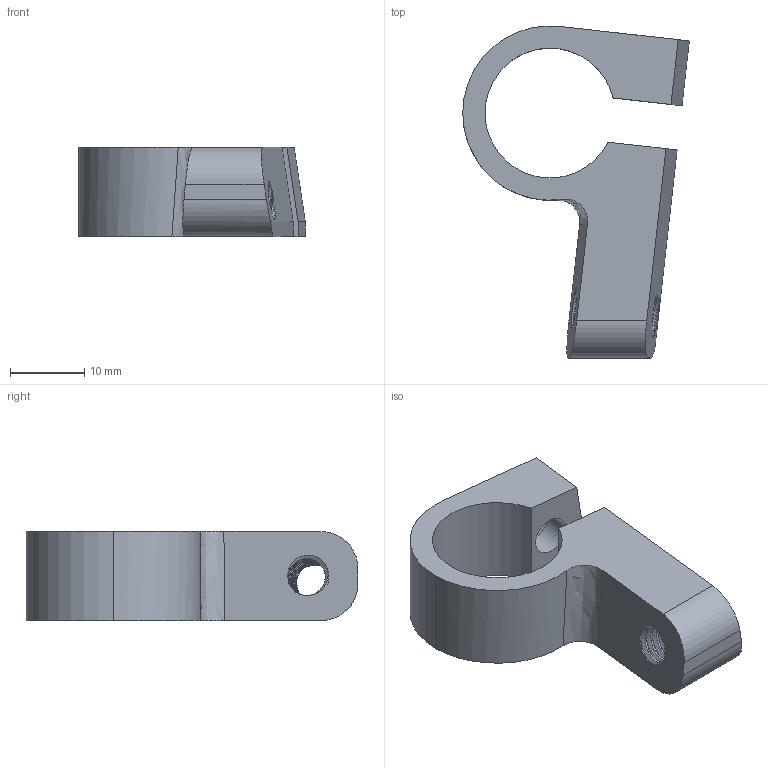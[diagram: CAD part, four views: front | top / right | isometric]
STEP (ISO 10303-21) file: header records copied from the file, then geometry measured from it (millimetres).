
FILE_DESCRIPTION (( 'STEP AP214' ), '1' );
FILE_NAME ('supporst deutsch gauche ALU.STEP', '2023-06-27T16:22:05', ( '' ), ( '' ), 'SwSTEP 2.0', 'SolidWorks 2023', '' );
FILE_SCHEMA (( 'AUTOMOTIVE_DESIGN' ));
Length unit declared in the file: millimetre
Products named in the file (1): supporst deutsch gauche ALU
Bounding box: 30.52 x 44.73 x 12 mm (x, y, z)
Volume: 5508.4 mm3; surface area: 4127 mm2
Topology: 1 solids, 1 shells, 107 faces, 305 edges, 202 vertices
Faces by surface type: cylinder 82, plane 14, bspline 11
Entity records: 14099 total; most frequent: CARTESIAN_POINT 11772, ORIENTED_EDGE 610, DIRECTION 341, EDGE_CURVE 305, VERTEX_POINT 202, AXIS2_PLACEMENT_3D 118, EDGE_LOOP 113, FACE_OUTER_BOUND 107
